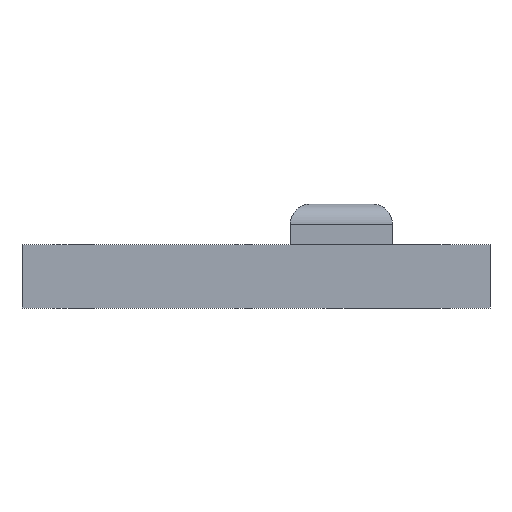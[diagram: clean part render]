
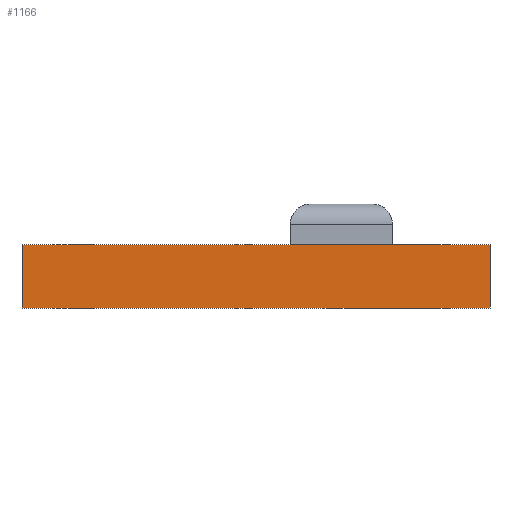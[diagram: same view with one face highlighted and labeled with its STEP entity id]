
A CAD part, front view. The second image highlights one B-rep face of the part: STEP entity #1166.
In plain terms, the highlighted planar face has unit normal (0, -1, 0).
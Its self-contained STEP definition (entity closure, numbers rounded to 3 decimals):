
#126 = PLANE('',#127);
#127 = AXIS2_PLACEMENT_3D('',#128,#129,#130);
#128 = CARTESIAN_POINT('',(4.445,-6.35,1.54));
#129 = DIRECTION('',(-0.,-0.,-1.));
#130 = DIRECTION('',(-1.,0.,0.));
#356 = VERTEX_POINT('',#357);
#357 = CARTESIAN_POINT('',(10.16,-13.97,1.54));
#371 = PLANE('',#372);
#372 = AXIS2_PLACEMENT_3D('',#373,#374,#375);
#373 = CARTESIAN_POINT('',(10.16,1.27,0.));
#374 = DIRECTION('',(1.,0.,0.));
#375 = DIRECTION('',(0.,-1.,0.));
#383 = EDGE_CURVE('',#356,#384,#386,.T.);
#384 = VERTEX_POINT('',#385);
#385 = CARTESIAN_POINT('',(-1.27,-13.97,1.54));
#386 = SURFACE_CURVE('',#387,(#391,#398),.PCURVE_S1.);
#387 = LINE('',#388,#389);
#388 = CARTESIAN_POINT('',(10.16,-13.97,1.54));
#389 = VECTOR('',#390,1.);
#390 = DIRECTION('',(-1.,0.,0.));
#391 = PCURVE('',#126,#392);
#392 = DEFINITIONAL_REPRESENTATION('',(#393),#397);
#393 = LINE('',#394,#395);
#394 = CARTESIAN_POINT('',(-5.715,-7.62));
#395 = VECTOR('',#396,1.);
#396 = DIRECTION('',(1.,0.));
#397 = ( GEOMETRIC_REPRESENTATION_CONTEXT(2) 
PARAMETRIC_REPRESENTATION_CONTEXT() REPRESENTATION_CONTEXT('2D SPACE',''
  ) );
#398 = PCURVE('',#399,#404);
#399 = PLANE('',#400);
#400 = AXIS2_PLACEMENT_3D('',#401,#402,#403);
#401 = CARTESIAN_POINT('',(10.16,-13.97,0.));
#402 = DIRECTION('',(0.,-1.,0.));
#403 = DIRECTION('',(-1.,0.,0.));
#404 = DEFINITIONAL_REPRESENTATION('',(#405),#409);
#405 = LINE('',#406,#407);
#406 = CARTESIAN_POINT('',(0.,-1.54));
#407 = VECTOR('',#408,1.);
#408 = DIRECTION('',(1.,0.));
#409 = ( GEOMETRIC_REPRESENTATION_CONTEXT(2) 
PARAMETRIC_REPRESENTATION_CONTEXT() REPRESENTATION_CONTEXT('2D SPACE',''
  ) );
#425 = PLANE('',#426);
#426 = AXIS2_PLACEMENT_3D('',#427,#428,#429);
#427 = CARTESIAN_POINT('',(-1.27,-13.97,0.));
#428 = DIRECTION('',(-1.,0.,0.));
#429 = DIRECTION('',(0.,1.,0.));
#1057 = PLANE('',#1058);
#1058 = AXIS2_PLACEMENT_3D('',#1059,#1060,#1061);
#1059 = CARTESIAN_POINT('',(4.445,-6.35,0.));
#1060 = DIRECTION('',(-0.,-0.,-1.));
#1061 = DIRECTION('',(-1.,0.,0.));
#1072 = EDGE_CURVE('',#1073,#384,#1075,.T.);
#1073 = VERTEX_POINT('',#1074);
#1074 = CARTESIAN_POINT('',(-1.27,-13.97,0.));
#1075 = SURFACE_CURVE('',#1076,(#1080,#1087),.PCURVE_S1.);
#1076 = LINE('',#1077,#1078);
#1077 = CARTESIAN_POINT('',(-1.27,-13.97,0.));
#1078 = VECTOR('',#1079,1.);
#1079 = DIRECTION('',(0.,0.,1.));
#1080 = PCURVE('',#425,#1081);
#1081 = DEFINITIONAL_REPRESENTATION('',(#1082),#1086);
#1082 = LINE('',#1083,#1084);
#1083 = CARTESIAN_POINT('',(0.,0.));
#1084 = VECTOR('',#1085,1.);
#1085 = DIRECTION('',(0.,-1.));
#1086 = ( GEOMETRIC_REPRESENTATION_CONTEXT(2) 
PARAMETRIC_REPRESENTATION_CONTEXT() REPRESENTATION_CONTEXT('2D SPACE',''
  ) );
#1087 = PCURVE('',#399,#1088);
#1088 = DEFINITIONAL_REPRESENTATION('',(#1089),#1093);
#1089 = LINE('',#1090,#1091);
#1090 = CARTESIAN_POINT('',(11.43,0.));
#1091 = VECTOR('',#1092,1.);
#1092 = DIRECTION('',(0.,-1.));
#1093 = ( GEOMETRIC_REPRESENTATION_CONTEXT(2) 
PARAMETRIC_REPRESENTATION_CONTEXT() REPRESENTATION_CONTEXT('2D SPACE',''
  ) );
#1123 = EDGE_CURVE('',#1124,#356,#1126,.T.);
#1124 = VERTEX_POINT('',#1125);
#1125 = CARTESIAN_POINT('',(10.16,-13.97,0.));
#1126 = SURFACE_CURVE('',#1127,(#1131,#1138),.PCURVE_S1.);
#1127 = LINE('',#1128,#1129);
#1128 = CARTESIAN_POINT('',(10.16,-13.97,0.));
#1129 = VECTOR('',#1130,1.);
#1130 = DIRECTION('',(0.,0.,1.));
#1131 = PCURVE('',#371,#1132);
#1132 = DEFINITIONAL_REPRESENTATION('',(#1133),#1137);
#1133 = LINE('',#1134,#1135);
#1134 = CARTESIAN_POINT('',(15.24,0.));
#1135 = VECTOR('',#1136,1.);
#1136 = DIRECTION('',(0.,-1.));
#1137 = ( GEOMETRIC_REPRESENTATION_CONTEXT(2) 
PARAMETRIC_REPRESENTATION_CONTEXT() REPRESENTATION_CONTEXT('2D SPACE',''
  ) );
#1138 = PCURVE('',#399,#1139);
#1139 = DEFINITIONAL_REPRESENTATION('',(#1140),#1144);
#1140 = LINE('',#1141,#1142);
#1141 = CARTESIAN_POINT('',(0.,-0.));
#1142 = VECTOR('',#1143,1.);
#1143 = DIRECTION('',(0.,-1.));
#1144 = ( GEOMETRIC_REPRESENTATION_CONTEXT(2) 
PARAMETRIC_REPRESENTATION_CONTEXT() REPRESENTATION_CONTEXT('2D SPACE',''
  ) );
#1166 = ADVANCED_FACE('',(#1167),#399,.T.);
#1167 = FACE_BOUND('',#1168,.T.);
#1168 = EDGE_LOOP('',(#1169,#1170,#1171,#1172));
#1169 = ORIENTED_EDGE('',*,*,#1123,.T.);
#1170 = ORIENTED_EDGE('',*,*,#383,.T.);
#1171 = ORIENTED_EDGE('',*,*,#1072,.F.);
#1172 = ORIENTED_EDGE('',*,*,#1173,.F.);
#1173 = EDGE_CURVE('',#1124,#1073,#1174,.T.);
#1174 = SURFACE_CURVE('',#1175,(#1179,#1186),.PCURVE_S1.);
#1175 = LINE('',#1176,#1177);
#1176 = CARTESIAN_POINT('',(10.16,-13.97,0.));
#1177 = VECTOR('',#1178,1.);
#1178 = DIRECTION('',(-1.,0.,0.));
#1179 = PCURVE('',#399,#1180);
#1180 = DEFINITIONAL_REPRESENTATION('',(#1181),#1185);
#1181 = LINE('',#1182,#1183);
#1182 = CARTESIAN_POINT('',(0.,-0.));
#1183 = VECTOR('',#1184,1.);
#1184 = DIRECTION('',(1.,0.));
#1185 = ( GEOMETRIC_REPRESENTATION_CONTEXT(2) 
PARAMETRIC_REPRESENTATION_CONTEXT() REPRESENTATION_CONTEXT('2D SPACE',''
  ) );
#1186 = PCURVE('',#1057,#1187);
#1187 = DEFINITIONAL_REPRESENTATION('',(#1188),#1192);
#1188 = LINE('',#1189,#1190);
#1189 = CARTESIAN_POINT('',(-5.715,-7.62));
#1190 = VECTOR('',#1191,1.);
#1191 = DIRECTION('',(1.,0.));
#1192 = ( GEOMETRIC_REPRESENTATION_CONTEXT(2) 
PARAMETRIC_REPRESENTATION_CONTEXT() REPRESENTATION_CONTEXT('2D SPACE',''
  ) );
